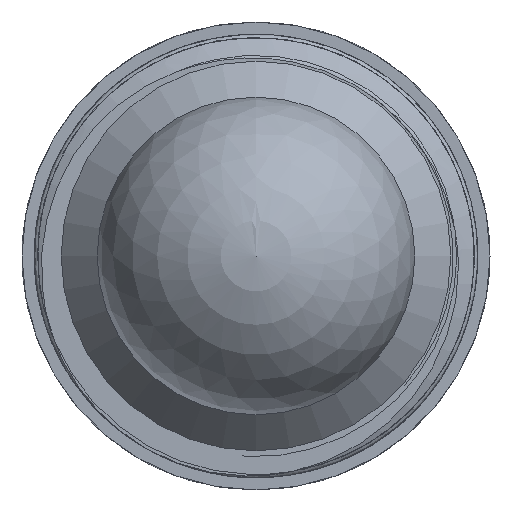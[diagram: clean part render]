
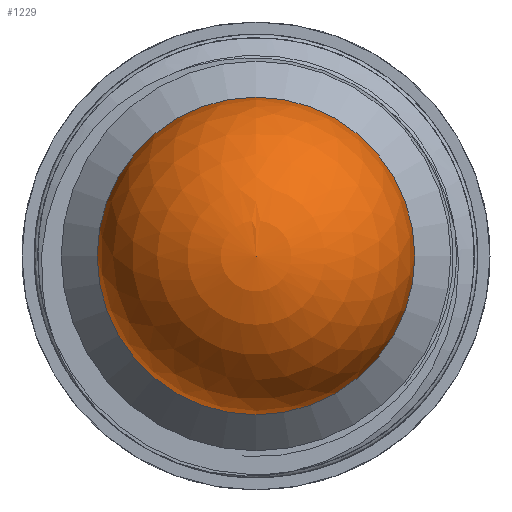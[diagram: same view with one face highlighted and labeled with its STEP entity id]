
A CAD part, front view. The second image highlights one B-rep face of the part: STEP entity #1229.
In plain terms, the highlighted spherical face has radius 7.5 mm.
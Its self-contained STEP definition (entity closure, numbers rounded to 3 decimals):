
#50=SPHERICAL_SURFACE('',#1383,7.5);
#162=FACE_OUTER_BOUND('',#249,.T.);
#249=EDGE_LOOP('',(#992,#993,#994,#995));
#336=CIRCLE('',#1384,7.5);
#337=CIRCLE('',#1385,7.5);
#338=CIRCLE('',#1386,7.5);
#565=VERTEX_POINT('',#6615);
#566=VERTEX_POINT('',#6616);
#567=VERTEX_POINT('',#6618);
#720=EDGE_CURVE('',#565,#566,#336,.T.);
#721=EDGE_CURVE('',#566,#567,#337,.T.);
#722=EDGE_CURVE('',#566,#565,#338,.T.);
#992=ORIENTED_EDGE('',*,*,#720,.T.);
#993=ORIENTED_EDGE('',*,*,#721,.T.);
#994=ORIENTED_EDGE('',*,*,#721,.F.);
#995=ORIENTED_EDGE('',*,*,#722,.T.);
#1229=ADVANCED_FACE('',(#162),#50,.T.);
#1383=AXIS2_PLACEMENT_3D('',#6614,#1702,#1703);
#1384=AXIS2_PLACEMENT_3D('',#6617,#1704,#1705);
#1385=AXIS2_PLACEMENT_3D('',#6619,#1706,#1707);
#1386=AXIS2_PLACEMENT_3D('',#6620,#1708,#1709);
#1702=DIRECTION('center_axis',(0.,1.,0.));
#1703=DIRECTION('ref_axis',(0.,0.,-1.));
#1704=DIRECTION('center_axis',(0.,-1.,0.));
#1705=DIRECTION('ref_axis',(1.,0.,0.));
#1706=DIRECTION('center_axis',(1.,0.,0.));
#1707=DIRECTION('ref_axis',(0.,0.,1.));
#1708=DIRECTION('center_axis',(0.,-1.,0.));
#1709=DIRECTION('ref_axis',(1.,0.,0.));
#6614=CARTESIAN_POINT('Origin',(0.,7.5,0.));
#6615=CARTESIAN_POINT('',(-7.5,7.5,0.));
#6616=CARTESIAN_POINT('',(0.,7.5,7.5));
#6617=CARTESIAN_POINT('Origin',(0.,7.5,0.));
#6618=CARTESIAN_POINT('',(0.,0.,0.));
#6619=CARTESIAN_POINT('Origin',(0.,7.5,0.));
#6620=CARTESIAN_POINT('Origin',(0.,7.5,0.));
